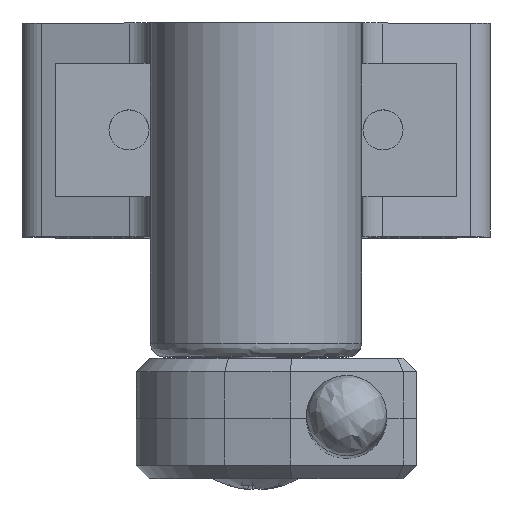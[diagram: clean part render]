
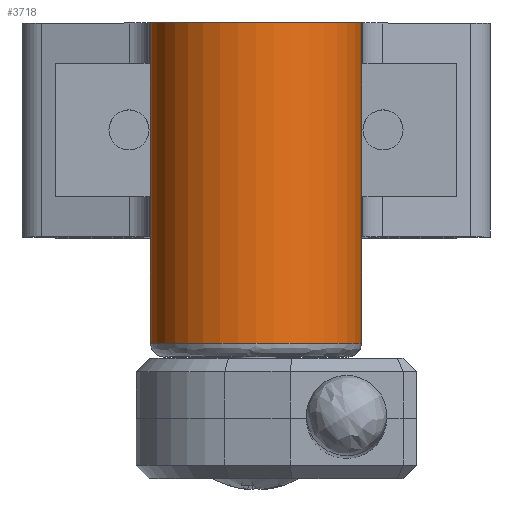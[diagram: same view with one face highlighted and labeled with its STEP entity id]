
A CAD part, top view. The second image highlights one B-rep face of the part: STEP entity #3718.
In plain terms, the highlighted cylindrical face has radius 7.9 mm (diameter 15.8 mm), a full revolution.
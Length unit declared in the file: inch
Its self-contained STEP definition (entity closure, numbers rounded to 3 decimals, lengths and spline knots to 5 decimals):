
#28 = EDGE_CURVE ( 'NONE', #4727, #5083, #861, .T. ) ;
#50 = ORIENTED_EDGE ( 'NONE', *, *, #28, .T. ) ;
#243 = DIRECTION ( 'NONE',  ( 0., -1., 0. ) ) ;
#263 = EDGE_LOOP ( 'NONE', ( #4216, #889, #50, #4836 ) ) ;
#276 = EDGE_CURVE ( 'NONE', #5083, #3789, #3294, .T. ) ;
#392 = ORIENTED_EDGE ( 'NONE', *, *, #550, .T. ) ;
#550 = EDGE_CURVE ( 'NONE', #1928, #1928, #2678, .T. ) ;
#708 = VECTOR ( 'NONE', #4867, 39.37008 ) ;
#796 = DIRECTION ( 'NONE',  ( 0., -1., 0. ) ) ;
#836 = CARTESIAN_POINT ( 'NONE',  ( -0.03377, 0.31496, 2.23707 ) ) ;
#861 = LINE ( 'NONE', #1056, #4529 ) ;
#864 = EDGE_CURVE ( 'NONE', #3789, #2479, #4167, .T. ) ;
#889 = ORIENTED_EDGE ( 'NONE', *, *, #4242, .T. ) ;
#908 = DIRECTION ( 'NONE',  ( 0., -1., 0. ) ) ;
#1056 = CARTESIAN_POINT ( 'NONE',  ( 0.27725, 0.31496, 2.23707 ) ) ;
#1197 = AXIS2_PLACEMENT_3D ( 'NONE', #1695, #4258, #2060 ) ;
#1332 = CARTESIAN_POINT ( 'NONE',  ( -0.3448, -0.31496, 2.23707 ) ) ;
#1434 = FACE_OUTER_BOUND ( 'NONE', #263, .T. ) ;
#1603 = AXIS2_PLACEMENT_3D ( 'NONE', #2962, #796, #2927 ) ;
#1695 = CARTESIAN_POINT ( 'NONE',  ( -0.03377, -0.62992, 2.23707 ) ) ;
#1928 = VERTEX_POINT ( 'NONE', #2539 ) ;
#2025 = CARTESIAN_POINT ( 'NONE',  ( -0.3448, 0.31496, 2.23707 ) ) ;
#2060 = DIRECTION ( 'NONE',  ( 1., 0., 0. ) ) ;
#2479 = VERTEX_POINT ( 'NONE', #1332 ) ;
#2539 = CARTESIAN_POINT ( 'NONE',  ( 0.27725, -0.62992, 2.23707 ) ) ;
#2678 = CIRCLE ( 'NONE', #1197, 0.31102 ) ;
#2679 = CARTESIAN_POINT ( 'NONE',  ( -0.3448, 0.31496, 2.23707 ) ) ;
#2851 = CYLINDRICAL_SURFACE ( 'NONE', #4640, 0.31102 ) ;
#2927 = DIRECTION ( 'NONE',  ( 1., 0., 0. ) ) ;
#2962 = CARTESIAN_POINT ( 'NONE',  ( -0.03377, -0.31496, 2.23707 ) ) ;
#3104 = DIRECTION ( 'NONE',  ( 1., 0., 0. ) ) ;
#3294 = CIRCLE ( 'NONE', #4955, 0.31102 ) ;
#3680 = DIRECTION ( 'NONE',  ( 1., 0., 0. ) ) ;
#3718 = ADVANCED_FACE ( 'NONE', ( #1434, #4621 ), #2851, .T. ) ;
#3789 = VERTEX_POINT ( 'NONE', #2025 ) ;
#4045 = EDGE_LOOP ( 'NONE', ( #392 ) ) ;
#4065 = CIRCLE ( 'NONE', #1603, 0.31102 ) ;
#4092 = DIRECTION ( 'NONE',  ( 0., 1., 0. ) ) ;
#4167 = LINE ( 'NONE', #2679, #708 ) ;
#4168 = CARTESIAN_POINT ( 'NONE',  ( -0.03377, 0.31496, 2.23707 ) ) ;
#4216 = ORIENTED_EDGE ( 'NONE', *, *, #864, .T. ) ;
#4242 = EDGE_CURVE ( 'NONE', #2479, #4727, #4065, .T. ) ;
#4258 = DIRECTION ( 'NONE',  ( 0., 1., 0. ) ) ;
#4529 = VECTOR ( 'NONE', #4092, 39.37008 ) ;
#4621 = FACE_OUTER_BOUND ( 'NONE', #4045, .T. ) ;
#4640 = AXIS2_PLACEMENT_3D ( 'NONE', #4168, #243, #3680 ) ;
#4727 = VERTEX_POINT ( 'NONE', #5255 ) ;
#4836 = ORIENTED_EDGE ( 'NONE', *, *, #276, .T. ) ;
#4867 = DIRECTION ( 'NONE',  ( 0., -1., 0. ) ) ;
#4955 = AXIS2_PLACEMENT_3D ( 'NONE', #836, #908, #3104 ) ;
#5044 = CARTESIAN_POINT ( 'NONE',  ( 0.27725, 0.31496, 2.23707 ) ) ;
#5083 = VERTEX_POINT ( 'NONE', #5044 ) ;
#5255 = CARTESIAN_POINT ( 'NONE',  ( 0.27725, -0.31496, 2.23707 ) ) ;
